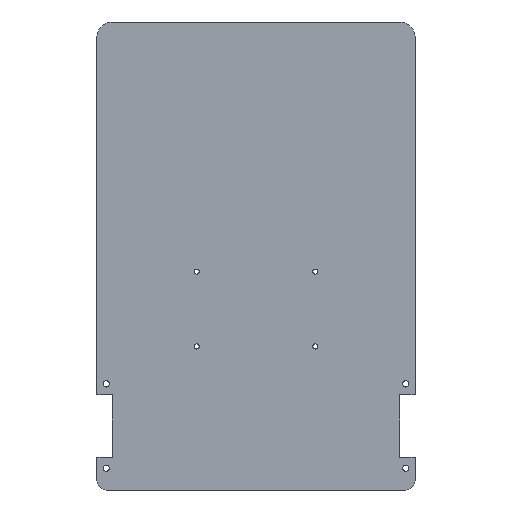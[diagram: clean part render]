
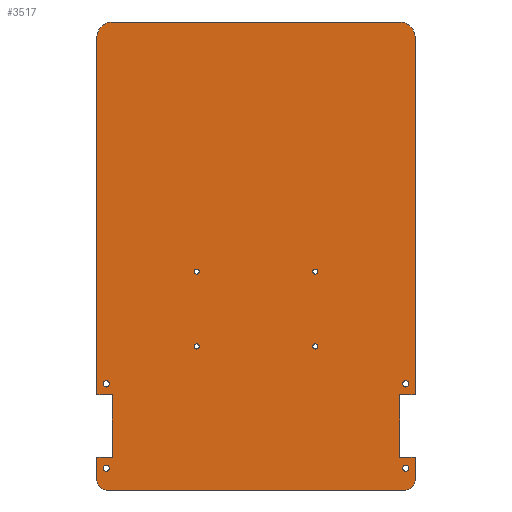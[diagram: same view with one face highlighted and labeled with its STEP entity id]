
A CAD part, left-side view. The second image highlights one B-rep face of the part: STEP entity #3517.
In plain terms, the highlighted planar face has unit normal (-1, 0, 0).
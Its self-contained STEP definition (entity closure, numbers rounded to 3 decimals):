
#117=FACE_BOUND('',#660,.T.);
#118=FACE_BOUND('',#661,.T.);
#119=FACE_BOUND('',#662,.T.);
#120=FACE_BOUND('',#663,.T.);
#121=FACE_BOUND('',#664,.T.);
#122=FACE_BOUND('',#665,.T.);
#123=FACE_BOUND('',#666,.T.);
#124=FACE_BOUND('',#667,.T.);
#202=PLANE('',#3931);
#413=FACE_OUTER_BOUND('',#659,.T.);
#659=EDGE_LOOP('',(#3185,#3186,#3187,#3188,#3189,#3190,#3191,#3192,#3193,
#3194,#3195,#3196,#3197,#3198,#3199,#3200));
#660=EDGE_LOOP('',(#3201));
#661=EDGE_LOOP('',(#3202));
#662=EDGE_LOOP('',(#3203));
#663=EDGE_LOOP('',(#3204));
#664=EDGE_LOOP('',(#3205));
#665=EDGE_LOOP('',(#3206));
#666=EDGE_LOOP('',(#3207));
#667=EDGE_LOOP('',(#3208));
#710=LINE('',#5160,#985);
#757=LINE('',#5296,#1032);
#912=LINE('',#6629,#1187);
#921=LINE('',#6660,#1196);
#929=LINE('',#6695,#1204);
#932=LINE('',#6700,#1207);
#934=LINE('',#6703,#1209);
#935=LINE('',#6707,#1210);
#938=LINE('',#6712,#1213);
#940=LINE('',#6715,#1215);
#941=LINE('',#6717,#1216);
#942=LINE('',#6719,#1217);
#985=VECTOR('',#4092,10.);
#1032=VECTOR('',#4187,10.);
#1187=VECTOR('',#4900,10.);
#1196=VECTOR('',#4931,10.);
#1204=VECTOR('',#4979,10.);
#1207=VECTOR('',#4984,10.);
#1209=VECTOR('',#4988,10.);
#1210=VECTOR('',#4991,10.);
#1213=VECTOR('',#4996,10.);
#1215=VECTOR('',#5000,10.);
#1216=VECTOR('',#5003,10.);
#1217=VECTOR('',#5006,10.);
#1219=CIRCLE('',#3534,0.812);
#1221=CIRCLE('',#3537,0.812);
#1223=CIRCLE('',#3540,0.812);
#1225=CIRCLE('',#3543,0.812);
#1247=CIRCLE('',#3588,3.);
#1268=CIRCLE('',#3612,3.);
#1390=CIRCLE('',#3881,1.);
#1391=CIRCLE('',#3883,1.);
#1392=CIRCLE('',#3885,1.);
#1393=CIRCLE('',#3887,1.);
#1395=CIRCLE('',#3891,5.);
#1403=CIRCLE('',#3902,5.);
#1410=VERTEX_POINT('',#5013);
#1412=VERTEX_POINT('',#5019);
#1414=VERTEX_POINT('',#5025);
#1416=VERTEX_POINT('',#5031);
#1455=VERTEX_POINT('',#5150);
#1456=VERTEX_POINT('',#5152);
#1458=VERTEX_POINT('',#5158);
#1522=VERTEX_POINT('',#5290);
#1523=VERTEX_POINT('',#5294);
#1683=VERTEX_POINT('',#6599);
#1684=VERTEX_POINT('',#6603);
#1685=VERTEX_POINT('',#6607);
#1686=VERTEX_POINT('',#6611);
#1689=VERTEX_POINT('',#6619);
#1690=VERTEX_POINT('',#6621);
#1692=VERTEX_POINT('',#6627);
#1702=VERTEX_POINT('',#6653);
#1703=VERTEX_POINT('',#6658);
#1709=VERTEX_POINT('',#6693);
#1710=VERTEX_POINT('',#6694);
#1711=VERTEX_POINT('',#6699);
#1712=VERTEX_POINT('',#6705);
#1713=VERTEX_POINT('',#6706);
#1714=VERTEX_POINT('',#6711);
#1717=EDGE_CURVE('',#1410,#1410,#1219,.T.);
#1720=EDGE_CURVE('',#1412,#1412,#1221,.T.);
#1723=EDGE_CURVE('',#1414,#1414,#1223,.T.);
#1726=EDGE_CURVE('',#1416,#1416,#1225,.T.);
#1783=EDGE_CURVE('',#1455,#1456,#1247,.T.);
#1787=EDGE_CURVE('',#1458,#1455,#710,.T.);
#1853=EDGE_CURVE('',#1522,#1458,#1268,.T.);
#1855=EDGE_CURVE('',#1523,#1522,#757,.T.);
#2155=EDGE_CURVE('',#1683,#1683,#1390,.T.);
#2157=EDGE_CURVE('',#1684,#1684,#1391,.T.);
#2159=EDGE_CURVE('',#1685,#1685,#1392,.T.);
#2161=EDGE_CURVE('',#1686,#1686,#1393,.T.);
#2165=EDGE_CURVE('',#1689,#1690,#1395,.T.);
#2169=EDGE_CURVE('',#1692,#1689,#912,.T.);
#2183=EDGE_CURVE('',#1702,#1692,#1403,.T.);
#2186=EDGE_CURVE('',#1703,#1702,#921,.T.);
#2199=EDGE_CURVE('',#1709,#1710,#929,.T.);
#2202=EDGE_CURVE('',#1710,#1711,#932,.T.);
#2204=EDGE_CURVE('',#1523,#1709,#934,.T.);
#2205=EDGE_CURVE('',#1712,#1713,#935,.T.);
#2208=EDGE_CURVE('',#1713,#1714,#938,.T.);
#2210=EDGE_CURVE('',#1703,#1712,#940,.T.);
#2211=EDGE_CURVE('',#1690,#1711,#941,.T.);
#2212=EDGE_CURVE('',#1456,#1714,#942,.T.);
#3185=ORIENTED_EDGE('',*,*,#1783,.F.);
#3186=ORIENTED_EDGE('',*,*,#1787,.F.);
#3187=ORIENTED_EDGE('',*,*,#1853,.F.);
#3188=ORIENTED_EDGE('',*,*,#1855,.F.);
#3189=ORIENTED_EDGE('',*,*,#2204,.T.);
#3190=ORIENTED_EDGE('',*,*,#2199,.T.);
#3191=ORIENTED_EDGE('',*,*,#2202,.T.);
#3192=ORIENTED_EDGE('',*,*,#2211,.F.);
#3193=ORIENTED_EDGE('',*,*,#2165,.F.);
#3194=ORIENTED_EDGE('',*,*,#2169,.F.);
#3195=ORIENTED_EDGE('',*,*,#2183,.F.);
#3196=ORIENTED_EDGE('',*,*,#2186,.F.);
#3197=ORIENTED_EDGE('',*,*,#2210,.T.);
#3198=ORIENTED_EDGE('',*,*,#2205,.T.);
#3199=ORIENTED_EDGE('',*,*,#2208,.T.);
#3200=ORIENTED_EDGE('',*,*,#2212,.F.);
#3201=ORIENTED_EDGE('',*,*,#1717,.T.);
#3202=ORIENTED_EDGE('',*,*,#1720,.T.);
#3203=ORIENTED_EDGE('',*,*,#1723,.T.);
#3204=ORIENTED_EDGE('',*,*,#1726,.T.);
#3205=ORIENTED_EDGE('',*,*,#2155,.T.);
#3206=ORIENTED_EDGE('',*,*,#2157,.T.);
#3207=ORIENTED_EDGE('',*,*,#2159,.T.);
#3208=ORIENTED_EDGE('',*,*,#2161,.T.);
#3517=ADVANCED_FACE('',(#413,#117,#118,#119,#120,#121,#122,#123,#124),#202,
 .F.);
#3534=AXIS2_PLACEMENT_3D('',#5015,#3939,#3940);
#3537=AXIS2_PLACEMENT_3D('',#5021,#3946,#3947);
#3540=AXIS2_PLACEMENT_3D('',#5027,#3953,#3954);
#3543=AXIS2_PLACEMENT_3D('',#5033,#3960,#3961);
#3588=AXIS2_PLACEMENT_3D('',#5153,#4085,#4086);
#3612=AXIS2_PLACEMENT_3D('',#5292,#4182,#4183);
#3881=AXIS2_PLACEMENT_3D('',#6600,#4868,#4869);
#3883=AXIS2_PLACEMENT_3D('',#6604,#4873,#4874);
#3885=AXIS2_PLACEMENT_3D('',#6608,#4878,#4879);
#3887=AXIS2_PLACEMENT_3D('',#6612,#4883,#4884);
#3891=AXIS2_PLACEMENT_3D('',#6622,#4893,#4894);
#3902=AXIS2_PLACEMENT_3D('',#6655,#4925,#4926);
#3931=AXIS2_PLACEMENT_3D('',#6720,#5007,#5008);
#3939=DIRECTION('center_axis',(1.,0.,0.));
#3940=DIRECTION('ref_axis',(0.,1.,0.));
#3946=DIRECTION('center_axis',(1.,0.,0.));
#3947=DIRECTION('ref_axis',(0.,1.,0.));
#3953=DIRECTION('center_axis',(1.,0.,0.));
#3954=DIRECTION('ref_axis',(0.,1.,0.));
#3960=DIRECTION('center_axis',(1.,0.,0.));
#3961=DIRECTION('ref_axis',(0.,1.,0.));
#4085=DIRECTION('center_axis',(1.,0.,0.));
#4086=DIRECTION('ref_axis',(0.,0.707,-0.707));
#4092=DIRECTION('',(0.,1.,0.));
#4182=DIRECTION('center_axis',(1.,0.,0.));
#4183=DIRECTION('ref_axis',(0.,-0.707,-0.707));
#4187=DIRECTION('',(0.,0.,-1.));
#4868=DIRECTION('center_axis',(1.,0.,0.));
#4869=DIRECTION('ref_axis',(0.,-1.,0.));
#4873=DIRECTION('center_axis',(1.,0.,0.));
#4874=DIRECTION('ref_axis',(0.,-1.,0.));
#4878=DIRECTION('center_axis',(1.,0.,0.));
#4879=DIRECTION('ref_axis',(0.,-1.,0.));
#4883=DIRECTION('center_axis',(1.,0.,0.));
#4884=DIRECTION('ref_axis',(0.,-1.,0.));
#4893=DIRECTION('center_axis',(1.,0.,0.));
#4894=DIRECTION('ref_axis',(0.,-0.707,0.707));
#4900=DIRECTION('',(0.,-1.,0.));
#4925=DIRECTION('center_axis',(1.,0.,0.));
#4926=DIRECTION('ref_axis',(0.,0.707,0.707));
#4931=DIRECTION('',(0.,0.,1.));
#4979=DIRECTION('',(0.,0.,1.));
#4984=DIRECTION('',(0.,-1.,0.));
#4988=DIRECTION('',(0.,1.,0.));
#4991=DIRECTION('',(0.,0.,-1.));
#4996=DIRECTION('',(0.,1.,0.));
#5000=DIRECTION('',(0.,-1.,0.));
#5003=DIRECTION('',(0.,0.,-1.));
#5006=DIRECTION('',(0.,0.,1.));
#5007=DIRECTION('center_axis',(1.,0.,0.));
#5008=DIRECTION('ref_axis',(0.,1.,0.));
#5013=CARTESIAN_POINT('',(0.,18.189,-29.));
#5015=CARTESIAN_POINT('Origin',(0.,19.,-29.));
#5019=CARTESIAN_POINT('',(0.,-19.812,-5.));
#5021=CARTESIAN_POINT('Origin',(0.,-19.,-5.));
#5025=CARTESIAN_POINT('',(0.,18.189,-5.));
#5027=CARTESIAN_POINT('Origin',(0.,19.,-5.));
#5031=CARTESIAN_POINT('',(0.,-19.812,-29.));
#5033=CARTESIAN_POINT('Origin',(0.,-19.,-29.));
#5150=CARTESIAN_POINT('',(0.,48.,-75.));
#5152=CARTESIAN_POINT('',(0.,51.,-72.));
#5153=CARTESIAN_POINT('Origin',(0.,48.,-72.));
#5158=CARTESIAN_POINT('',(0.,-48.,-75.));
#5160=CARTESIAN_POINT('',(0.,-51.,-75.));
#5290=CARTESIAN_POINT('',(0.,-51.,-72.));
#5292=CARTESIAN_POINT('Origin',(0.,-48.,-72.));
#5294=CARTESIAN_POINT('',(0.,-51.,-64.5));
#5296=CARTESIAN_POINT('',(0.,-51.,75.));
#6599=CARTESIAN_POINT('',(0.,-47.,-68.));
#6600=CARTESIAN_POINT('Origin',(0.,-48.,-68.));
#6603=CARTESIAN_POINT('',(0.,49.,-41.));
#6604=CARTESIAN_POINT('Origin',(0.,48.,-41.));
#6607=CARTESIAN_POINT('',(0.,49.,-68.));
#6608=CARTESIAN_POINT('Origin',(0.,48.,-68.));
#6611=CARTESIAN_POINT('',(0.,-47.,-41.));
#6612=CARTESIAN_POINT('Origin',(0.,-48.,-41.));
#6619=CARTESIAN_POINT('',(0.,-46.,75.));
#6621=CARTESIAN_POINT('',(0.,-51.,70.));
#6622=CARTESIAN_POINT('Origin',(0.,-46.,70.));
#6627=CARTESIAN_POINT('',(0.,46.,75.));
#6629=CARTESIAN_POINT('',(0.,51.,75.));
#6653=CARTESIAN_POINT('',(0.,51.,70.));
#6655=CARTESIAN_POINT('Origin',(0.,46.,70.));
#6658=CARTESIAN_POINT('',(0.,51.,-44.5));
#6660=CARTESIAN_POINT('',(0.,51.,-75.));
#6693=CARTESIAN_POINT('',(0.,-46.,-64.5));
#6694=CARTESIAN_POINT('',(0.,-46.,-44.5));
#6695=CARTESIAN_POINT('',(0.,-46.,-22.25));
#6699=CARTESIAN_POINT('',(0.,-51.,-44.5));
#6700=CARTESIAN_POINT('',(0.,-25.5,-44.5));
#6703=CARTESIAN_POINT('',(0.,-23.,-64.5));
#6705=CARTESIAN_POINT('',(0.,46.,-44.5));
#6706=CARTESIAN_POINT('',(0.,46.,-64.5));
#6707=CARTESIAN_POINT('',(0.,46.,-32.25));
#6711=CARTESIAN_POINT('',(0.,51.,-64.5));
#6712=CARTESIAN_POINT('',(0.,25.5,-64.5));
#6715=CARTESIAN_POINT('',(0.,23.,-44.5));
#6717=CARTESIAN_POINT('',(0.,-51.,75.));
#6719=CARTESIAN_POINT('',(0.,51.,-75.));
#6720=CARTESIAN_POINT('Origin',(0.,0.,0.));
